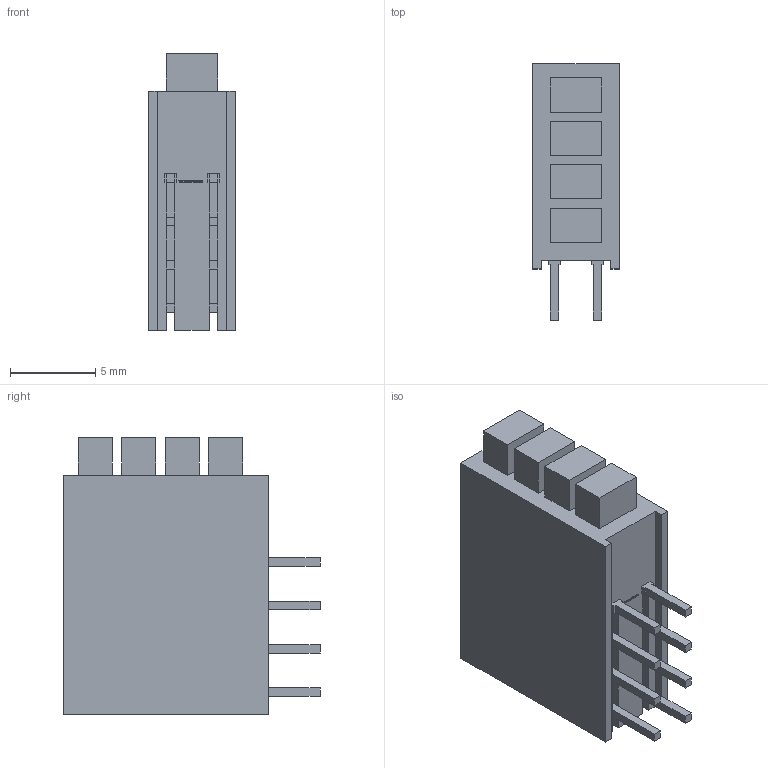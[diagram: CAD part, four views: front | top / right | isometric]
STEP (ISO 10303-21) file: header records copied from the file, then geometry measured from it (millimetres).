
FILE_DESCRIPTION (( 'STEP AP214' ), '1' );
FILE_NAME ('XVX4Sxx36.STEP', '2015-09-10T00:10:22', ( '' ), ( '' ), 'SwSTEP 2.0', 'SolidWorks 2012', '' );
FILE_SCHEMA (( 'AUTOMOTIVE_DESIGN' ));
Length unit declared in the file: millimetre
Products named in the file (1): XVX4Sxx36
Bounding box: 5.08 x 15 x 16.2 mm (x, y, z)
Volume: 843.7 mm3; surface area: 943.8 mm2
Topology: 1 solids, 1 shells, 296 faces, 798 edges, 524 vertices
Faces by surface type: plane 226, bspline 68, cylinder 2
Entity records: 14717 total; most frequent: CARTESIAN_POINT 4831, ORIENTED_EDGE 1596, DIRECTION 1124, EDGE_CURVE 798, VECTOR 658, LINE 658, VERTEX_POINT 524, EDGE_LOOP 316
